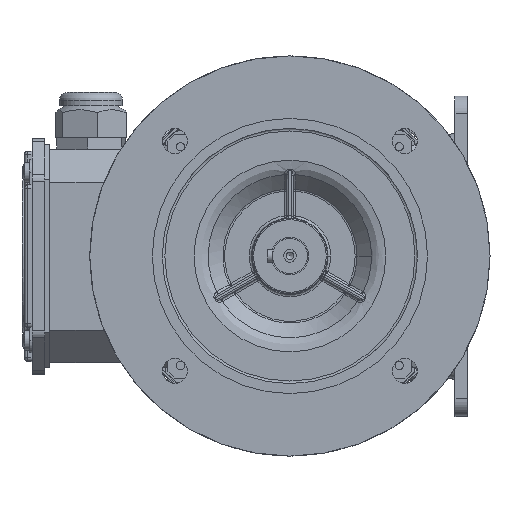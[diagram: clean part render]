
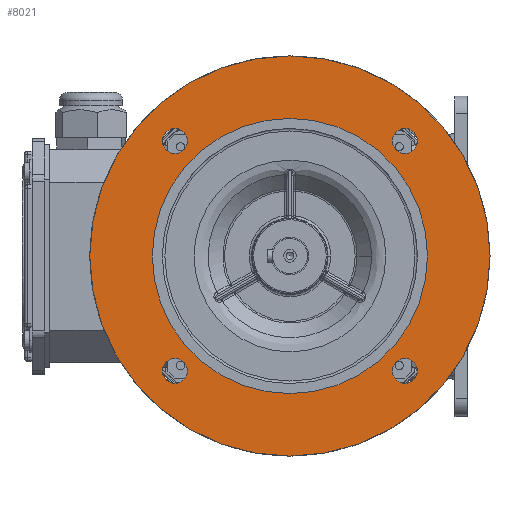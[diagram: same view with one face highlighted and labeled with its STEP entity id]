
A CAD part, top view. The second image highlights one B-rep face of the part: STEP entity #8021.
In plain terms, the highlighted planar face has unit normal (0, 0, 1).
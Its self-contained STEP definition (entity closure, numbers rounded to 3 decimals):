
#8021=ADVANCED_FACE('',(#19882,#19883,#19884,#19885,#19886,#19887),#10765,
 .T.);
#10765=PLANE('',#57094);
#19882=FACE_BOUND('',#21231,.T.);
#19883=FACE_BOUND('',#21232,.T.);
#19884=FACE_BOUND('',#21233,.T.);
#19885=FACE_BOUND('',#21234,.T.);
#19886=FACE_BOUND('',#21235,.T.);
#19887=FACE_BOUND('',#21236,.T.);
#21231=EDGE_LOOP('',(#26964));
#21232=EDGE_LOOP('',(#26965));
#21233=EDGE_LOOP('',(#26966));
#21234=EDGE_LOOP('',(#26967));
#21235=EDGE_LOOP('',(#26968));
#21236=EDGE_LOOP('',(#26969));
#26964=ORIENTED_EDGE('',*,*,#47056,.F.);
#26965=ORIENTED_EDGE('',*,*,#47401,.F.);
#26966=ORIENTED_EDGE('',*,*,#47402,.T.);
#26967=ORIENTED_EDGE('',*,*,#47450,.F.);
#26968=ORIENTED_EDGE('',*,*,#47192,.F.);
#26969=ORIENTED_EDGE('',*,*,#46932,.F.);
#41287=VERTEX_POINT('',#81718);
#41356=VERTEX_POINT('',#82650);
#41439=VERTEX_POINT('',#83497);
#41558=VERTEX_POINT('',#85115);
#41559=VERTEX_POINT('',#85118);
#41570=VERTEX_POINT('',#85589);
#46932=EDGE_CURVE('',#41287,#41287,#54667,.T.);
#47056=EDGE_CURVE('',#41356,#41356,#54722,.T.);
#47192=EDGE_CURVE('',#41439,#41439,#54783,.T.);
#47401=EDGE_CURVE('',#41558,#41558,#54871,.T.);
#47402=EDGE_CURVE('',#41559,#41559,#54872,.T.);
#47450=EDGE_CURVE('',#41570,#41570,#54887,.T.);
#54667=CIRCLE('',#56733,5.);
#54722=CIRCLE('',#56817,5.);
#54783=CIRCLE('',#56911,5.);
#54871=CIRCLE('',#57039,5.);
#54872=CIRCLE('',#57041,80.);
#54887=CIRCLE('',#57092,55.);
#56733=AXIS2_PLACEMENT_3D('',#81717,#61929,#61930);
#56817=AXIS2_PLACEMENT_3D('',#82649,#62132,#62133);
#56911=AXIS2_PLACEMENT_3D('',#83496,#62361,#62362);
#57039=AXIS2_PLACEMENT_3D('',#85114,#62672,#62673);
#57041=AXIS2_PLACEMENT_3D('',#85117,#62676,#62677);
#57092=AXIS2_PLACEMENT_3D('',#85588,#62798,#62799);
#57094=AXIS2_PLACEMENT_3D('',#85591,#62802,#62803);
#61929=DIRECTION('',(0.,0.,1.));
#61930=DIRECTION('',(1.,0.,0.));
#62132=DIRECTION('',(0.,0.,1.));
#62133=DIRECTION('',(1.,0.,0.));
#62361=DIRECTION('',(0.,0.,1.));
#62362=DIRECTION('',(1.,0.,0.));
#62672=DIRECTION('',(0.,0.,1.));
#62673=DIRECTION('',(1.,0.,0.));
#62676=DIRECTION('',(0.,0.,1.));
#62677=DIRECTION('',(1.,0.,0.));
#62798=DIRECTION('',(0.,0.,1.));
#62799=DIRECTION('',(-1.,0.,0.));
#62802=DIRECTION('',(0.,0.,1.));
#62803=DIRECTION('',(1.,0.,0.));
#81717=CARTESIAN_POINT('',(-45.962,45.962,32.));
#81718=CARTESIAN_POINT('',(-40.962,45.962,32.));
#82649=CARTESIAN_POINT('',(45.962,-45.962,32.));
#82650=CARTESIAN_POINT('',(50.962,-45.962,32.));
#83496=CARTESIAN_POINT('',(45.962,45.962,32.));
#83497=CARTESIAN_POINT('',(50.962,45.962,32.));
#85114=CARTESIAN_POINT('',(-45.962,-45.962,32.));
#85115=CARTESIAN_POINT('',(-40.962,-45.962,32.));
#85117=CARTESIAN_POINT('',(0.,0.,32.));
#85118=CARTESIAN_POINT('',(80.,0.,32.));
#85588=CARTESIAN_POINT('',(0.,0.,32.));
#85589=CARTESIAN_POINT('',(-55.,0.,32.));
#85591=CARTESIAN_POINT('',(0.,0.,32.));
